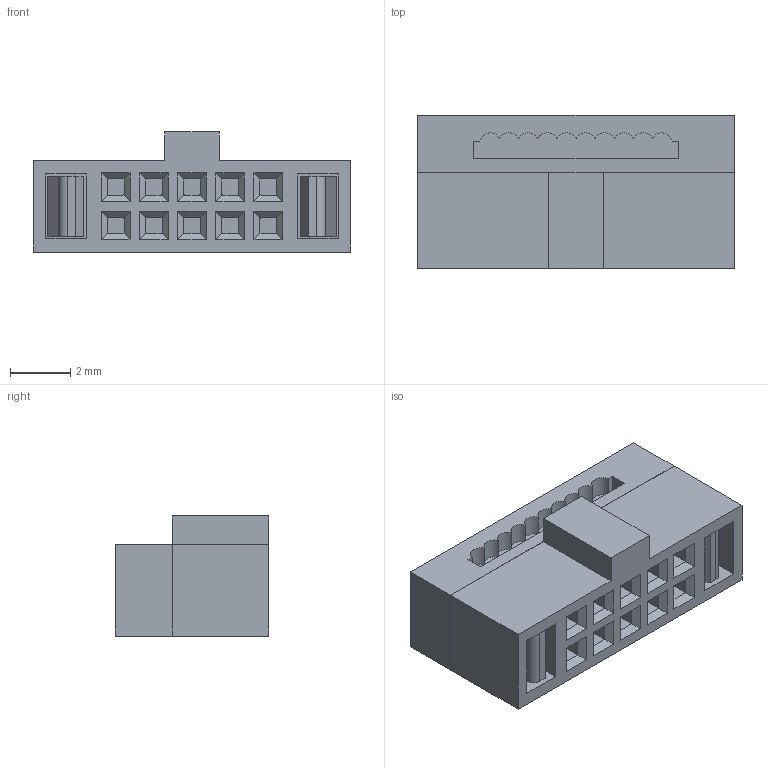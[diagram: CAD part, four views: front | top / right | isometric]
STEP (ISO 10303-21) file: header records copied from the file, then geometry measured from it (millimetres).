
FILE_DESCRIPTION (( 'STEP AP214' ), '1' );
FILE_NAME ('323010010200.STEP', '2024-10-03T05:16:10', ( '' ), ( '' ), 'SwSTEP 2.0', 'SolidWorks 2021', '' );
FILE_SCHEMA (( 'AUTOMOTIVE_DESIGN' ));
Length unit declared in the file: millimetre
Products named in the file (1): 323010010200
Bounding box: 10.54 x 5.1 x 4 mm (x, y, z)
Volume: 139.7 mm3; surface area: 618.9 mm2
Topology: 12 solids, 12 shells, 725 faces, 1978 edges, 1292 vertices
Faces by surface type: plane 563, cylinder 162
Entity records: 22857 total; most frequent: CARTESIAN_POINT 3996, ORIENTED_EDGE 3956, DIRECTION 3754, EDGE_CURVE 1978, LINE 1654, VECTOR 1654, VERTEX_POINT 1292, AXIS2_PLACEMENT_3D 1050
